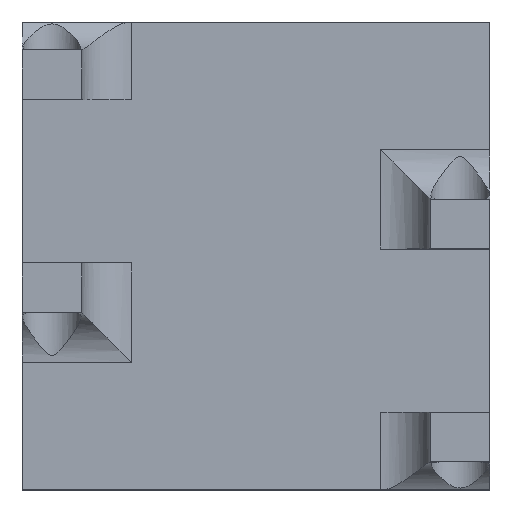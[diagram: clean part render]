
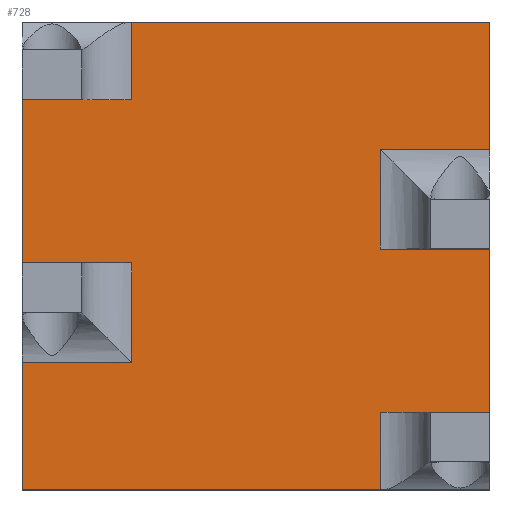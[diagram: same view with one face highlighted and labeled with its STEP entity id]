
A CAD part, top view. The second image highlights one B-rep face of the part: STEP entity #728.
In plain terms, the highlighted planar face has unit normal (0, 0, 1).
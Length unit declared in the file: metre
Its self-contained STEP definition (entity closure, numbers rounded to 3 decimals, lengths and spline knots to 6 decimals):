
#62=ORIENTED_EDGE('',*,*,#270,.T.);
#63=ORIENTED_EDGE('',*,*,#271,.T.);
#64=ORIENTED_EDGE('',*,*,#272,.F.);
#65=ORIENTED_EDGE('',*,*,#273,.T.);
#66=ORIENTED_EDGE('',*,*,#274,.T.);
#67=ORIENTED_EDGE('',*,*,#275,.T.);
#68=ORIENTED_EDGE('',*,*,#276,.T.);
#69=ORIENTED_EDGE('',*,*,#277,.T.);
#70=ORIENTED_EDGE('',*,*,#278,.F.);
#71=ORIENTED_EDGE('',*,*,#279,.T.);
#72=ORIENTED_EDGE('',*,*,#280,.F.);
#73=ORIENTED_EDGE('',*,*,#281,.F.);
#74=ORIENTED_EDGE('',*,*,#282,.T.);
#75=ORIENTED_EDGE('',*,*,#283,.T.);
#76=ORIENTED_EDGE('',*,*,#284,.T.);
#77=ORIENTED_EDGE('',*,*,#285,.F.);
#270=EDGE_CURVE('',#374,#375,#446,.T.);
#271=EDGE_CURVE('',#375,#376,#447,.F.);
#272=EDGE_CURVE('',#377,#376,#448,.T.);
#273=EDGE_CURVE('',#377,#378,#449,.T.);
#274=EDGE_CURVE('',#378,#379,#450,.T.);
#275=EDGE_CURVE('',#379,#380,#451,.T.);
#276=EDGE_CURVE('',#380,#381,#452,.F.);
#277=EDGE_CURVE('',#381,#382,#453,.T.);
#278=EDGE_CURVE('',#383,#382,#454,.T.);
#279=EDGE_CURVE('',#383,#384,#455,.F.);
#280=EDGE_CURVE('',#385,#384,#456,.T.);
#281=EDGE_CURVE('',#386,#385,#457,.T.);
#282=EDGE_CURVE('',#386,#387,#458,.T.);
#283=EDGE_CURVE('',#387,#388,#459,.T.);
#284=EDGE_CURVE('',#388,#389,#460,.F.);
#285=EDGE_CURVE('',#374,#389,#461,.T.);
#374=VERTEX_POINT('',#1068);
#375=VERTEX_POINT('',#1069);
#376=VERTEX_POINT('',#1071);
#377=VERTEX_POINT('',#1073);
#378=VERTEX_POINT('',#1075);
#379=VERTEX_POINT('',#1077);
#380=VERTEX_POINT('',#1079);
#381=VERTEX_POINT('',#1081);
#382=VERTEX_POINT('',#1083);
#383=VERTEX_POINT('',#1085);
#384=VERTEX_POINT('',#1087);
#385=VERTEX_POINT('',#1089);
#386=VERTEX_POINT('',#1091);
#387=VERTEX_POINT('',#1093);
#388=VERTEX_POINT('',#1095);
#389=VERTEX_POINT('',#1097);
#446=LINE('',#1067,#516);
#447=LINE('',#1070,#517);
#448=LINE('',#1072,#518);
#449=LINE('',#1074,#519);
#450=LINE('',#1076,#520);
#451=LINE('',#1078,#521);
#452=LINE('',#1080,#522);
#453=LINE('',#1082,#523);
#454=LINE('',#1084,#524);
#455=LINE('',#1086,#525);
#456=LINE('',#1088,#526);
#457=LINE('',#1090,#527);
#458=LINE('',#1092,#528);
#459=LINE('',#1094,#529);
#460=LINE('',#1096,#530);
#461=LINE('',#1098,#531);
#516=VECTOR('',#857,1.);
#517=VECTOR('',#858,1.);
#518=VECTOR('',#859,1.);
#519=VECTOR('',#860,1.);
#520=VECTOR('',#861,1.);
#521=VECTOR('',#862,1.);
#522=VECTOR('',#863,1.);
#523=VECTOR('',#864,1.);
#524=VECTOR('',#865,1.);
#525=VECTOR('',#866,1.);
#526=VECTOR('',#867,1.);
#527=VECTOR('',#868,1.);
#528=VECTOR('',#869,1.);
#529=VECTOR('',#870,1.);
#530=VECTOR('',#871,1.);
#531=VECTOR('',#872,1.);
#586=EDGE_LOOP('',(#62,#63,#64,#65,#66,#67,#68,#69,#70,#71,#72,#73,#74,
#75,#76,#77));
#644=FACE_BOUND('',#586,.T.);
#702=PLANE('',#783);
#728=ADVANCED_FACE('',(#644),#702,.T.);
#783=AXIS2_PLACEMENT_3D('',#1066,#855,#856);
#855=DIRECTION('',(0.,0.,1.));
#856=DIRECTION('',(1.,0.,0.));
#857=DIRECTION('',(1.,0.,0.));
#858=DIRECTION('',(0.,-1.,0.));
#859=DIRECTION('',(-1.,0.,0.));
#860=DIRECTION('',(0.,1.,0.));
#861=DIRECTION('',(-1.,0.,0.));
#862=DIRECTION('',(0.,1.,0.));
#863=DIRECTION('',(-1.,0.,0.));
#864=DIRECTION('',(0.,1.,0.));
#865=DIRECTION('',(1.,0.,0.));
#866=DIRECTION('',(0.,1.,0.));
#867=DIRECTION('',(1.,0.,0.));
#868=DIRECTION('',(0.,1.,0.));
#869=DIRECTION('',(1.,0.,0.));
#870=DIRECTION('',(0.,-1.,0.));
#871=DIRECTION('',(1.,0.,0.));
#872=DIRECTION('',(0.,1.,0.));
#1066=CARTESIAN_POINT('',(0.,0.,0.));
#1067=CARTESIAN_POINT('',(0.,-0.0235,0.));
#1068=CARTESIAN_POINT('',(-0.0235,-0.0235,0.));
#1069=CARTESIAN_POINT('',(0.0125,-0.0235,0.));
#1070=CARTESIAN_POINT('',(0.0125,0.,0.));
#1071=CARTESIAN_POINT('',(0.0125,-0.0157,0.));
#1072=CARTESIAN_POINT('',(0.0205,-0.0157,0.));
#1073=CARTESIAN_POINT('',(0.0235,-0.0157,0.));
#1074=CARTESIAN_POINT('',(0.0235,0.,0.));
#1075=CARTESIAN_POINT('',(0.0235,0.0007,0.));
#1076=CARTESIAN_POINT('',(0.0205,0.0007,0.));
#1077=CARTESIAN_POINT('',(0.0125,0.0007,0.));
#1078=CARTESIAN_POINT('',(0.0125,0.0057,0.));
#1079=CARTESIAN_POINT('',(0.0125,0.0107,0.));
#1080=CARTESIAN_POINT('',(0.,0.0107,0.));
#1081=CARTESIAN_POINT('',(0.0235,0.0107,0.));
#1082=CARTESIAN_POINT('',(0.0235,0.,0.));
#1083=CARTESIAN_POINT('',(0.0235,0.0235,0.));
#1084=CARTESIAN_POINT('',(0.,0.0235,0.));
#1085=CARTESIAN_POINT('',(-0.0125,0.0235,0.));
#1086=CARTESIAN_POINT('',(-0.0125,0.,0.));
#1087=CARTESIAN_POINT('',(-0.0125,0.0157,0.));
#1088=CARTESIAN_POINT('',(-0.0205,0.0157,0.));
#1089=CARTESIAN_POINT('',(-0.0235,0.0157,0.));
#1090=CARTESIAN_POINT('',(-0.0235,0.,0.));
#1091=CARTESIAN_POINT('',(-0.0235,-0.0007,0.));
#1092=CARTESIAN_POINT('',(-0.0205,-0.0007,0.));
#1093=CARTESIAN_POINT('',(-0.0125,-0.0007,0.));
#1094=CARTESIAN_POINT('',(-0.0125,-0.0057,0.));
#1095=CARTESIAN_POINT('',(-0.0125,-0.0107,0.));
#1096=CARTESIAN_POINT('',(0.,-0.0107,0.));
#1097=CARTESIAN_POINT('',(-0.0235,-0.0107,0.));
#1098=CARTESIAN_POINT('',(-0.0235,0.,0.));
